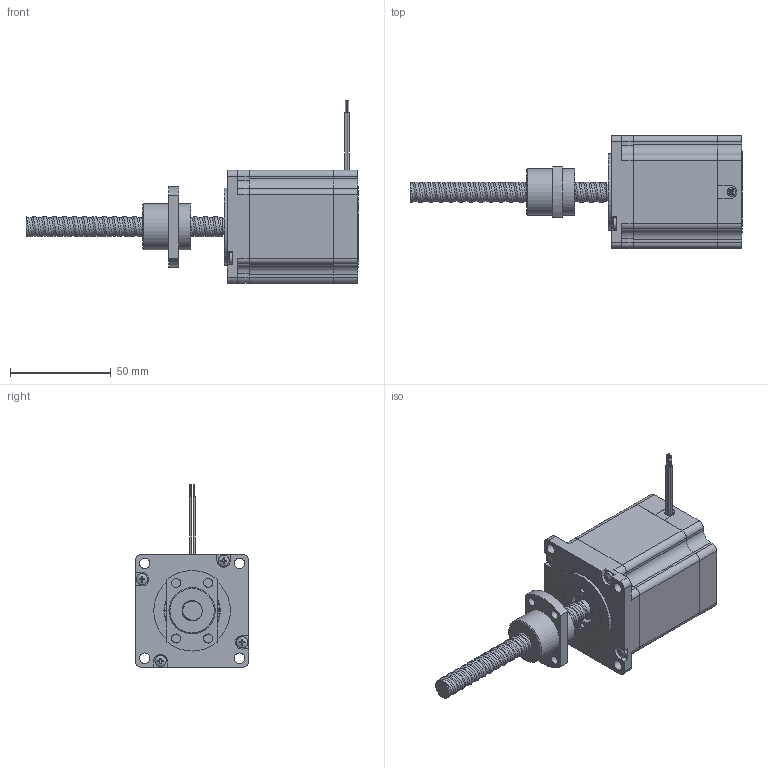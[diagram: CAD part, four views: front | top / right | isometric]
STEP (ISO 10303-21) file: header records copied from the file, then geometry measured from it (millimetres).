
FILE_DESCRIPTION(/* description */ (''),/* implementation_level */ '2;1');
FILE_NAME(/* name */ '23E2240BS104-100.stp',/* time_stamp */ '2020-08-20T13:03:47+08:00',/* author */ ('hc7413'),/* organization */ (''),/* preprocessor_version */ 'ST-DEVELOPER v16.1',/* originating_system */ 'Autodesk Inventor 2016',/* authorisation */ '');
FILE_SCHEMA (('AUTOMOTIVE_DESIGN { 1 0 10303 214 3 1 1 }'));
Length unit declared in the file: millimetre
Products named in the file (25): 润滑油脂; 01-011(前盖); 01-012(后盖); 02-027(23H2066定子磨削); 12-008(4线护线套); 09-009-1(红); 09-009-2(红白); 09-009-3(绿); 09-009-4(绿白); 02-028-2（23H2066定子总成2.5
A）; 04-019（23E2066电机转子轴）; 07-005（57双叠厚磁钢）; 03-021(23H2066转子叠片); 10-010(隔磁片); 03-025（23E2066转子总成）; 06-009(预紧螺母); 07-011(6902ZZ); 11-015(丝杆紧固螺母); 10-004(调整垫); 11-030（M3x61）; 51-0093-5-19; 57铭牌; 57双厚标签; SR1010; 23E2066H4-250
Assembly tree (32 placements, depth 3):
  23E2066H4-250
    润滑油脂
    01-011(前盖)
    01-012(后盖)
    02-028-2（23H2066定子总成2.5
A）
      02-027(23H2066定子磨削)
      12-008(4线护线套)
      09-009-1(红)
      09-009-2(红白)
      09-009-3(绿)
      09-009-4(绿白)
    03-025（23E2066转子总成）
      04-019（23E2066电机转子轴）
      07-005（57双叠厚磁钢）  x2
      03-021(23H2066转子叠片)  x4
      10-010(隔磁片)
    06-009(预紧螺母)
    07-011(6902ZZ)  x2
    11-015(丝杆紧固螺母)
    10-004(调整垫)
    11-030（M3x61）  x4
    51-0093-5-19
    57铭牌
    57双厚标签
    SR1010
Bounding box: 165.05 x 56.3 x 90.77 mm (x, y, z)
Volume: 141582 mm3; surface area: 104111.5 mm2
Topology: 30 solids, 30 shells, 2151 faces, 6183 edges, 4122 vertices
Faces by surface type: cylinder 1342, plane 791, cone 10, sphere 4, bspline 4
Full cylindrical faces by diameter (mm): 0.6 x4, 1 x2, 1.5 x40, 2 x1, 2.5 x4, 3 x7, 3.1 x4, 3.3 x12, 4.166 x1, 4.2 x1, 4.5 x4, 4.8 x7, 5.2 x4, 5.5 x1, 5.6 x4, 7 x1, 8 x1, 10 x1, 11.8 x1, 12 x1, 15 x4, 15.5 x1, 16 x1, 16.5 x5, 16.8 x1, 17 x2, 18 x1, 21 x1, 22 x1, 23 x2
Entity records: 45181 total; most frequent: CARTESIAN_POINT 13935, DIRECTION 6827, ORIENTED_EDGE 6156, EDGE_CURVE 3078, AXIS2_PLACEMENT_3D 2580, VERTEX_POINT 2112, LINE 1667, VECTOR 1667
